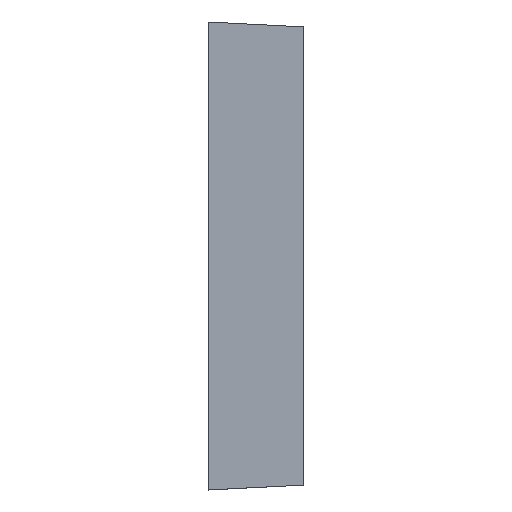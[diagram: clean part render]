
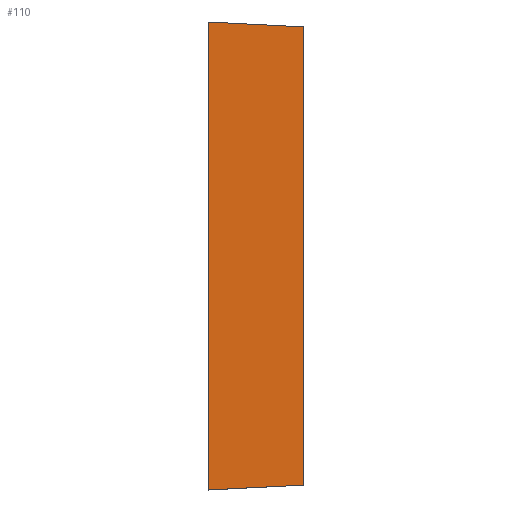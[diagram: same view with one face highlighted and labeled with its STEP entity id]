
A CAD part, top view. The second image highlights one B-rep face of the part: STEP entity #110.
In plain terms, the highlighted planar face has unit normal (-0.009, 0, 1).
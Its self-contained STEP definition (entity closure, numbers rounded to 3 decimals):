
#24=FACE_OUTER_BOUND('',#30,.T.);
#30=EDGE_LOOP('',(#83,#84,#85,#86));
#39=LINE('',#198,#51);
#40=LINE('',#200,#52);
#41=LINE('',#202,#53);
#42=LINE('',#203,#54);
#51=VECTOR('',#162,1.);
#52=VECTOR('',#163,1.);
#53=VECTOR('',#164,1.);
#54=VECTOR('',#165,1.);
#63=VERTEX_POINT('',#196);
#64=VERTEX_POINT('',#197);
#65=VERTEX_POINT('',#199);
#66=VERTEX_POINT('',#201);
#71=EDGE_CURVE('',#63,#64,#39,.T.);
#72=EDGE_CURVE('',#65,#63,#40,.T.);
#73=EDGE_CURVE('',#65,#66,#41,.F.);
#74=EDGE_CURVE('',#66,#64,#42,.F.);
#83=ORIENTED_EDGE('',*,*,#71,.F.);
#84=ORIENTED_EDGE('',*,*,#72,.F.);
#85=ORIENTED_EDGE('',*,*,#73,.T.);
#86=ORIENTED_EDGE('',*,*,#74,.T.);
#104=PLANE('',#142);
#110=ADVANCED_FACE('',(#24),#104,.F.);
#142=AXIS2_PLACEMENT_3D('',#195,#160,#161);
#160=DIRECTION('center_axis',(0.009,0.,-1.));
#161=DIRECTION('ref_axis',(1.,0.,0.009));
#162=DIRECTION('',(0.,-1.,0.));
#163=DIRECTION('',(0.999,-0.052,0.009));
#164=DIRECTION('',(0.,1.,0.));
#165=DIRECTION('',(-0.999,-0.052,-0.009));
#195=CARTESIAN_POINT('Origin',(-0.052,0.,-166.231));
#196=CARTESIAN_POINT('',(210.984,458.881,-164.389));
#197=CARTESIAN_POINT('',(210.984,-458.881,-164.389));
#198=CARTESIAN_POINT('',(210.984,0.,-164.389));
#199=CARTESIAN_POINT('',(22.241,468.773,-166.036));
#200=CARTESIAN_POINT('',(116.613,463.827,-165.213));
#201=CARTESIAN_POINT('',(22.241,-468.773,-166.036));
#202=CARTESIAN_POINT('',(22.241,0.,-166.036));
#203=CARTESIAN_POINT('',(116.613,-463.827,-165.213));
